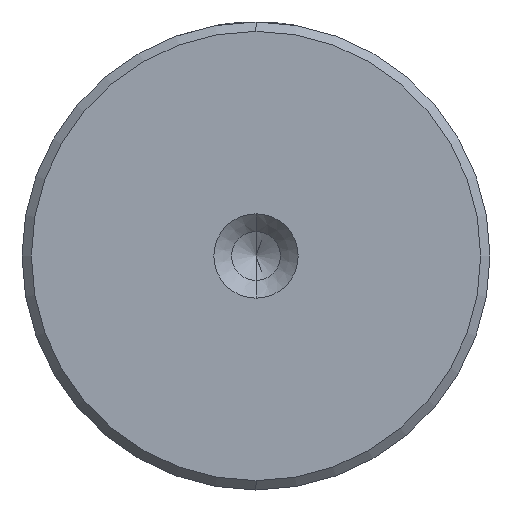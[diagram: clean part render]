
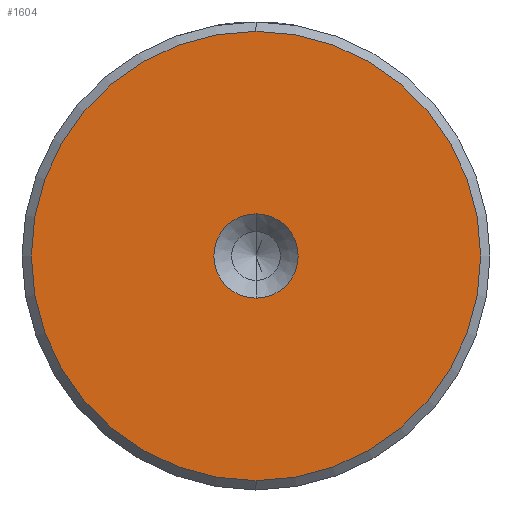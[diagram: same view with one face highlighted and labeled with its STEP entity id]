
A CAD part, left-side view. The second image highlights one B-rep face of the part: STEP entity #1604.
In plain terms, the highlighted planar face has unit normal (-1, 0, 0).
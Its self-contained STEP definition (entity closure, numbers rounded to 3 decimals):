
#3 = DIRECTION ( 'NONE',  ( 0., 0., 1. ) ) ;
#4 = ORIENTED_EDGE ( 'NONE', *, *, #68, .F. ) ;
#13 = DIRECTION ( 'NONE',  ( -1., 0., 0. ) ) ;
#68 = EDGE_CURVE ( 'NONE', #1438, #707, #2005, .T. ) ;
#125 = CARTESIAN_POINT ( 'NONE',  ( 0., 0., 0. ) ) ;
#141 = DIRECTION ( 'NONE',  ( 0., 0., 1. ) ) ;
#202 = AXIS2_PLACEMENT_3D ( 'NONE', #320, #403, #205 ) ;
#205 = DIRECTION ( 'NONE',  ( 0., 0., 1. ) ) ;
#238 = CIRCLE ( 'NONE', #1777, 12. ) ;
#253 = CARTESIAN_POINT ( 'NONE',  ( 0., 0., 0. ) ) ;
#264 = VERTEX_POINT ( 'NONE', #848 ) ;
#320 = CARTESIAN_POINT ( 'NONE',  ( 0., 0., 0. ) ) ;
#390 = CARTESIAN_POINT ( 'NONE',  ( 0., 0., 2.25 ) ) ;
#393 = FACE_OUTER_BOUND ( 'NONE', #1598, .T. ) ;
#403 = DIRECTION ( 'NONE',  ( -1., 0., 0. ) ) ;
#470 = EDGE_CURVE ( 'NONE', #264, #689, #238, .T. ) ;
#520 = ORIENTED_EDGE ( 'NONE', *, *, #1541, .F. ) ;
#553 = EDGE_LOOP ( 'NONE', ( #520, #4 ) ) ;
#599 = DIRECTION ( 'NONE',  ( 0., 0., 1. ) ) ;
#689 = VERTEX_POINT ( 'NONE', #1221 ) ;
#707 = VERTEX_POINT ( 'NONE', #390 ) ;
#845 = FACE_BOUND ( 'NONE', #553, .T. ) ;
#848 = CARTESIAN_POINT ( 'NONE',  ( 0., 0., -12. ) ) ;
#873 = AXIS2_PLACEMENT_3D ( 'NONE', #253, #1062, #599 ) ;
#1015 = EDGE_CURVE ( 'NONE', #689, #264, #1949, .T. ) ;
#1062 = DIRECTION ( 'NONE',  ( -1., 0., 0. ) ) ;
#1071 = DIRECTION ( 'NONE',  ( -1., 0., 0. ) ) ;
#1072 = CARTESIAN_POINT ( 'NONE',  ( 0., 0., -2.25 ) ) ;
#1126 = DIRECTION ( 'NONE',  ( -1., 0., 0. ) ) ;
#1221 = CARTESIAN_POINT ( 'NONE',  ( 0., 0., 12. ) ) ;
#1369 = CIRCLE ( 'NONE', #2084, 2.25 ) ;
#1419 = AXIS2_PLACEMENT_3D ( 'NONE', #1552, #1071, #1831 ) ;
#1438 = VERTEX_POINT ( 'NONE', #1072 ) ;
#1541 = EDGE_CURVE ( 'NONE', #707, #1438, #1369, .T. ) ;
#1547 = PLANE ( 'NONE',  #873 ) ;
#1552 = CARTESIAN_POINT ( 'NONE',  ( 0., 0., 0. ) ) ;
#1598 = EDGE_LOOP ( 'NONE', ( #1636, #1936 ) ) ;
#1604 = ADVANCED_FACE ( 'NONE', ( #393, #845 ), #1547, .T. ) ;
#1636 = ORIENTED_EDGE ( 'NONE', *, *, #470, .T. ) ;
#1777 = AXIS2_PLACEMENT_3D ( 'NONE', #125, #13, #3 ) ;
#1831 = DIRECTION ( 'NONE',  ( 0., 0., 1. ) ) ;
#1936 = ORIENTED_EDGE ( 'NONE', *, *, #1015, .T. ) ;
#1949 = CIRCLE ( 'NONE', #1419, 12. ) ;
#2005 = CIRCLE ( 'NONE', #202, 2.25 ) ;
#2060 = CARTESIAN_POINT ( 'NONE',  ( 0., 0., 0. ) ) ;
#2084 = AXIS2_PLACEMENT_3D ( 'NONE', #2060, #1126, #141 ) ;
